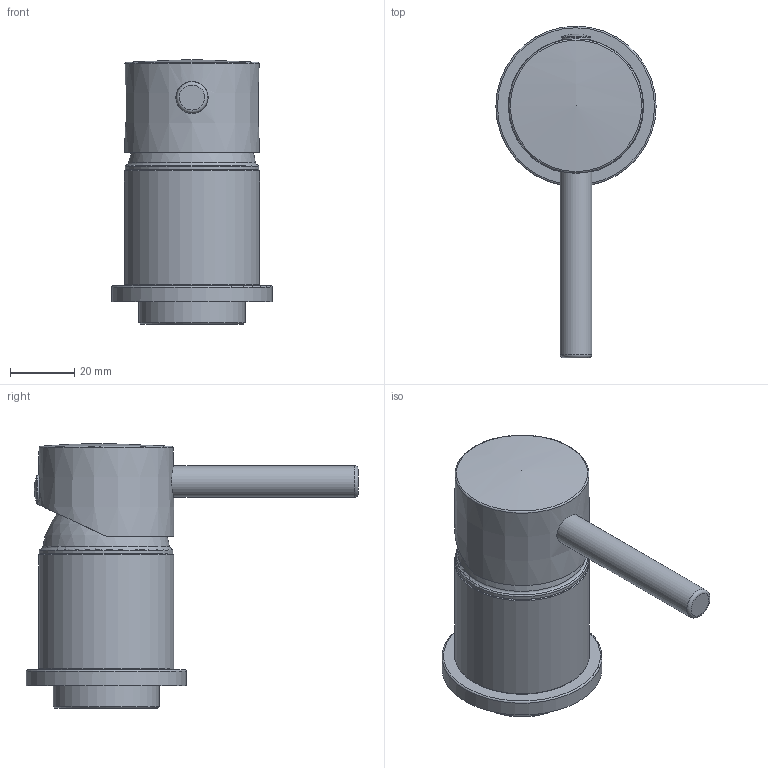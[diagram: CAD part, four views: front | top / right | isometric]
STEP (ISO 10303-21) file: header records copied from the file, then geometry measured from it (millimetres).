
FILE_DESCRIPTION(('HOOPS Exchange Step'),'2;1');
FILE_NAME('temp_export','2024-02-05T10:30:27+01:00',('CiBrutta'),('Shapr3D Limited'),'HOOPS Exchange 2023.2','Shapr3D','Authorized');
FILE_SCHEMA( ('AUTOMOTIVE_DESIGN { 1 0 10303 214 1 1 1 1 }') );
Length unit declared in the file: millimetre
Products named in the file (17): Importato 01; SBTMAC0001; Importato 03; ALOG245C001; Importato 12; SGRMAC0008; Importato 14; SCCMAC0009; Importato 17; ALOG005C004; Importato 19; ALOG005C005; ALOG005A001; Importato 23; SPLMAC0001; LOG0054 Comando remoto da piano.stp; root
Assembly tree (16 placements, depth 5):
  root
    LOG0054 Comando remoto da piano.stp
      SBTMAC0001
        Importato 01
      ALOG245C001
        Importato 03
      SGRMAC0008
        Importato 12
      SCCMAC0009
        Importato 14
      ALOG005A001
        ALOG005C004
          Importato 17
        ALOG005C005
          Importato 19
      SPLMAC0001
        Importato 23
Bounding box: 49.8 x 103.14 x 82.3 mm (x, y, z)
Volume: 48598.3 mm3; surface area: 39550.5 mm2
Topology: 7 solids, 11 shells, 255 faces, 697 edges, 470 vertices
Faces by surface type: plane 70, cylinder 58, cone 56, torus 33, bspline 30, sphere 8
Full cylindrical faces by diameter (mm): 4.3 x1, 5 x4, 5.2 x2, 6 x2, 6.8 x2, 8 x3, 9 x3, 9.8 x1, 10 x1, 11 x3, 24 x1, 28.8 x1, 30.5 x1, 31.5 x1, 33 x1, 35 x1, 36 x2, 37 x1, 38 x1, 38.5 x1, 40 x2, 41.5 x1, 42 x1, 46 x1, 49.8 x1
Entity records: 12610 total; most frequent: CARTESIAN_POINT 5786, DIRECTION 1421, ORIENTED_EDGE 1369, EDGE_CURVE 692, AXIS2_PLACEMENT_3D 611, VERTEX_POINT 470, CIRCLE 355, EDGE_LOOP 292
